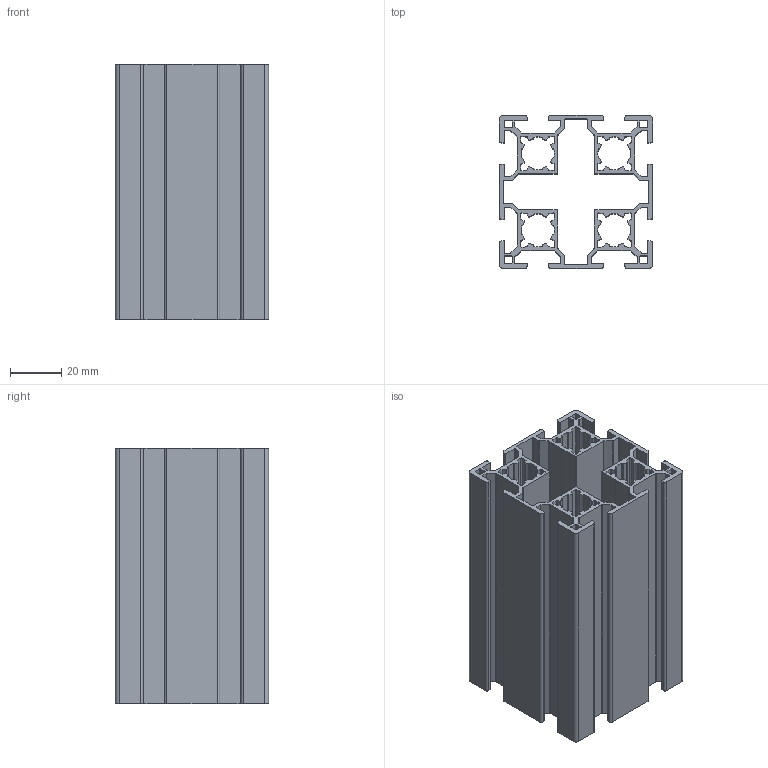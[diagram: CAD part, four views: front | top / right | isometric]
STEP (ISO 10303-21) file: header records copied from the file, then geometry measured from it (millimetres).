
FILE_DESCRIPTION (( 'STEP AP203' ), '1' );
FILE_NAME ('Perfil 60x60 Canal duplo.STEP', '2021-01-07T11:31:38', ( 'Projetos2' ), ( '' ), 'SwSTEP 2.0', 'SolidWorks 2019', '' );
FILE_SCHEMA (( 'CONFIG_CONTROL_DESIGN' ));
Length unit declared in the file: millimetre
Products named in the file (1): Perfil 60x60 Canal duplo
Bounding box: 60 x 60 x 100 mm (x, y, z)
Volume: 82379.4 mm3; surface area: 100354.4 mm2
Topology: 1 solids, 1 shells, 571 faces, 1711 edges, 1142 vertices
Faces by surface type: cylinder 343, plane 228
Entity records: 19636 total; most frequent: DIRECTION 3541, CARTESIAN_POINT 3425, ORIENTED_EDGE 3422, EDGE_CURVE 1711, AXIS2_PLACEMENT_3D 1258, VERTEX_POINT 1142, LINE 1025, VECTOR 1025
